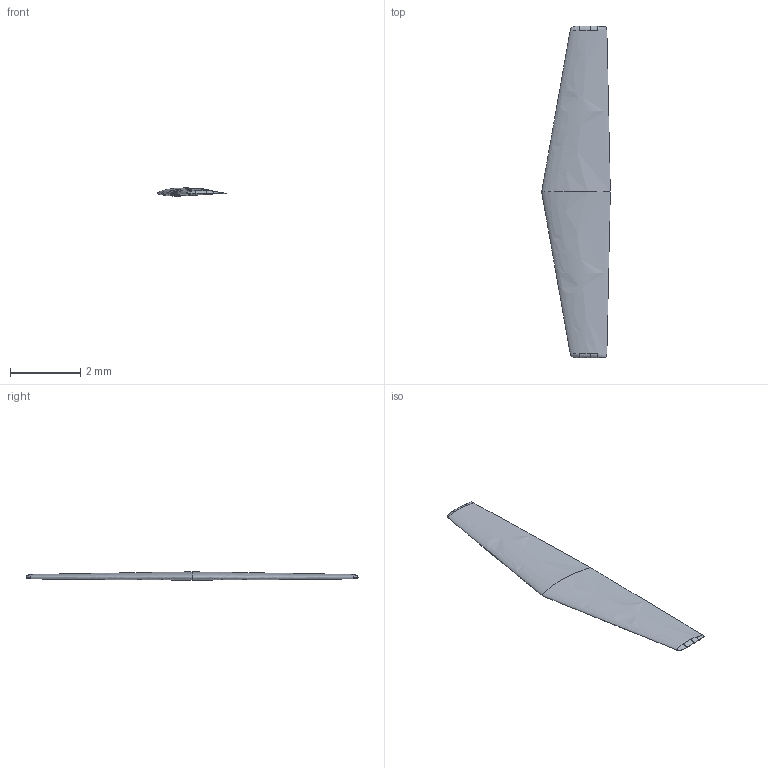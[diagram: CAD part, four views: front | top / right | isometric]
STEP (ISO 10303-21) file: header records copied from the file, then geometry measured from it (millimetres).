
FILE_DESCRIPTION(('Open CASCADE Model'),'2;1');
FILE_NAME('Open CASCADE Shape Model','2018-11-23T13:02:54',('Author'),( 'Open CASCADE'),'Open CASCADE STEP processor 7.0','Open CASCADE 7.0' ,'Unknown');
FILE_SCHEMA(('AUTOMOTIVE_DESIGN { 1 0 10303 214 1 1 1 1 }'));
Length unit declared in the file: millimetre
Products named in the file (1): Aircraft 5
Bounding box: 1.95 x 9.44 x 0.24 mm (x, y, z)
Volume: 1.3 mm3; surface area: 28.6 mm2
Topology: 1 solids, 1 shells, 26 faces, 58 edges, 34 vertices
Faces by surface type: bspline 26
Entity records: 6320 total; most frequent: CARTESIAN_POINT 5427, ORIENTED_EDGE 116, PCURVE 116, DEFINITIONAL_REPRESENTATION 116, B_SPLINE_CURVE_WITH_KNOTS 104, DIRECTION 62, LINE 60, VECTOR 60
